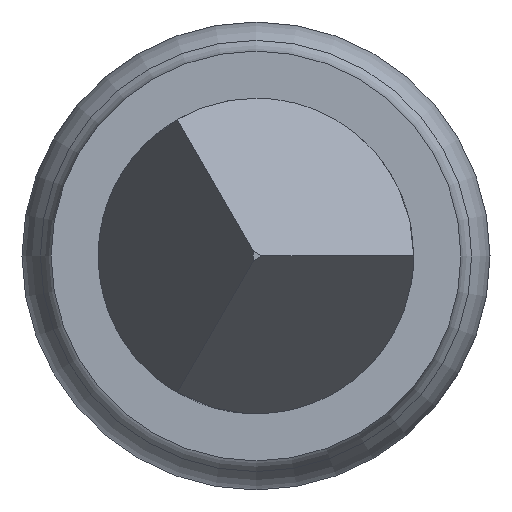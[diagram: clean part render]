
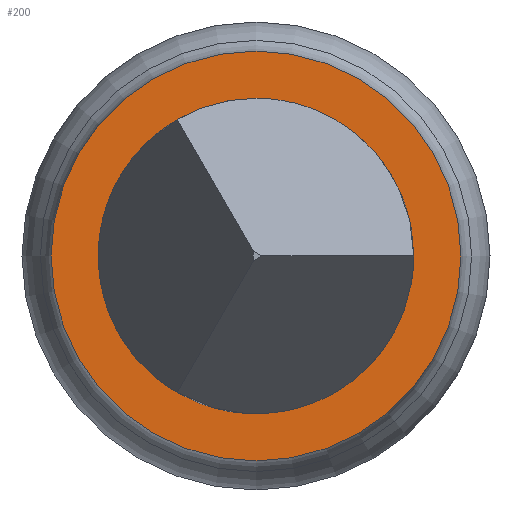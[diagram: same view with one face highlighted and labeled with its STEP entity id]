
A CAD part, left-side view. The second image highlights one B-rep face of the part: STEP entity #200.
In plain terms, the highlighted planar face has unit normal (-1, 0, 0).
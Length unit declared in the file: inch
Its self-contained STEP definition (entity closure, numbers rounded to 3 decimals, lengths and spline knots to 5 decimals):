
#13 = CARTESIAN_POINT ( 'NONE',  ( 0., 0., 0.01355 ) ) ;
#80 = EDGE_CURVE ( 'NONE', #252, #252, #522, .T. ) ;
#105 = DIRECTION ( 'NONE',  ( 0., 0., 1. ) ) ;
#108 = CARTESIAN_POINT ( 'NONE',  ( 0., 0., 0. ) ) ;
#121 = CIRCLE ( 'NONE', #400, 0.01355 ) ;
#129 = CARTESIAN_POINT ( 'NONE',  ( 0., 0., -0.0176 ) ) ;
#200 = ADVANCED_FACE ( 'NONE', ( #352, #443 ), #278, .T. ) ;
#216 = DIRECTION ( 'NONE',  ( 0., 0., 1. ) ) ;
#223 = EDGE_CURVE ( 'NONE', #461, #461, #121, .T. ) ;
#244 = EDGE_LOOP ( 'NONE', ( #256 ) ) ;
#252 = VERTEX_POINT ( 'NONE', #129 ) ;
#256 = ORIENTED_EDGE ( 'NONE', *, *, #80, .F. ) ;
#278 = PLANE ( 'NONE',  #487 ) ;
#352 = FACE_BOUND ( 'NONE', #422, .T. ) ;
#368 = AXIS2_PLACEMENT_3D ( 'NONE', #557, #383, #561 ) ;
#383 = DIRECTION ( 'NONE',  ( 1., 0., 0. ) ) ;
#384 = DIRECTION ( 'NONE',  ( -1., 0., 0. ) ) ;
#400 = AXIS2_PLACEMENT_3D ( 'NONE', #108, #449, #216 ) ;
#422 = EDGE_LOOP ( 'NONE', ( #430 ) ) ;
#430 = ORIENTED_EDGE ( 'NONE', *, *, #223, .T. ) ;
#443 = FACE_OUTER_BOUND ( 'NONE', #244, .T. ) ;
#449 = DIRECTION ( 'NONE',  ( 1., 0., 0. ) ) ;
#461 = VERTEX_POINT ( 'NONE', #13 ) ;
#487 = AXIS2_PLACEMENT_3D ( 'NONE', #722, #384, #105 ) ;
#522 = CIRCLE ( 'NONE', #368, 0.0176 ) ;
#557 = CARTESIAN_POINT ( 'NONE',  ( 0., 0., 0. ) ) ;
#561 = DIRECTION ( 'NONE',  ( 0., 0., -1. ) ) ;
#722 = CARTESIAN_POINT ( 'NONE',  ( 0., 0.0165, 0. ) ) ;
